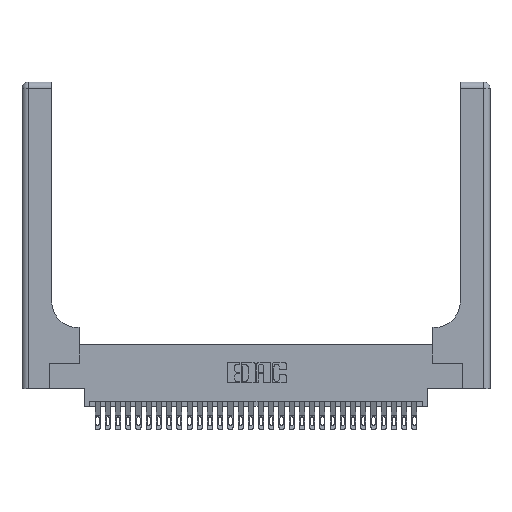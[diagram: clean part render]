
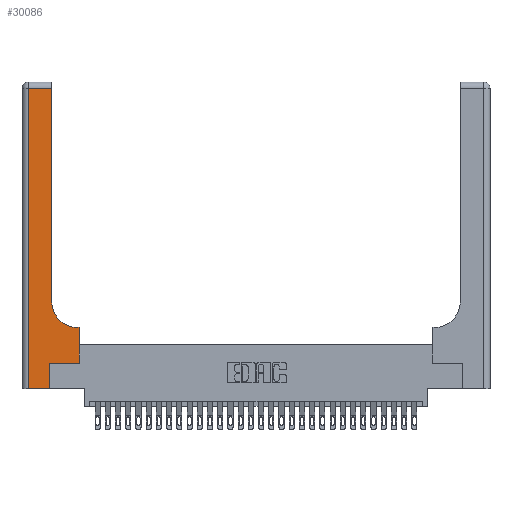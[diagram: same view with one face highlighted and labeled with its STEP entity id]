
A CAD part, top view. The second image highlights one B-rep face of the part: STEP entity #30086.
In plain terms, the highlighted planar face has unit normal (0, 0, 1).
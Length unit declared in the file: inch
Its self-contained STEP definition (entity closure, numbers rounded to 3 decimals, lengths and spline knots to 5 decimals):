
#172 = ORIENTED_EDGE ( 'NONE', *, *, #20770, .T. ) ;
#383 = CARTESIAN_POINT ( 'NONE',  ( 0., 3., 0.37 ) ) ;
#441 = VERTEX_POINT ( 'NONE', #14792 ) ;
#720 = EDGE_LOOP ( 'NONE', ( #22348, #8992, #6133, #27142, #10491, #24825, #26997, #17482, #172 ) ) ;
#734 = LINE ( 'NONE', #19913, #2684 ) ;
#1293 = LINE ( 'NONE', #28752, #11024 ) ;
#1539 = DIRECTION ( 'NONE',  ( 0., 1., 0. ) ) ;
#2684 = VECTOR ( 'NONE', #7526, 39.37008 ) ;
#2838 = DIRECTION ( 'NONE',  ( 0., -1., 0. ) ) ;
#3044 = CARTESIAN_POINT ( 'NONE',  ( 0.06, 3., 0.37 ) ) ;
#3494 = CARTESIAN_POINT ( 'NONE',  ( 0.2915, 2.94, 0.37 ) ) ;
#3578 = VERTEX_POINT ( 'NONE', #24636 ) ;
#4623 = CARTESIAN_POINT ( 'NONE',  ( 0.5415, 0.6, 0.37 ) ) ;
#5113 = LINE ( 'NONE', #13434, #24150 ) ;
#5263 = VERTEX_POINT ( 'NONE', #3494 ) ;
#5626 = DIRECTION ( 'NONE',  ( 0., 0., -1. ) ) ;
#5999 = CARTESIAN_POINT ( 'NONE',  ( 0.5585, 0.25, 0.37 ) ) ;
#6133 = ORIENTED_EDGE ( 'NONE', *, *, #27825, .T. ) ;
#6966 = VERTEX_POINT ( 'NONE', #5999 ) ;
#7526 = DIRECTION ( 'NONE',  ( -1., 0., 0. ) ) ;
#8154 = VERTEX_POINT ( 'NONE', #8519 ) ;
#8519 = CARTESIAN_POINT ( 'NONE',  ( 0.06, 0., 0.37 ) ) ;
#8619 = CARTESIAN_POINT ( 'NONE',  ( 0.5415, 0.85, 0.37 ) ) ;
#8992 = ORIENTED_EDGE ( 'NONE', *, *, #17105, .T. ) ;
#9264 = LINE ( 'NONE', #30830, #9638 ) ;
#9291 = FACE_OUTER_BOUND ( 'NONE', #720, .T. ) ;
#9632 = CARTESIAN_POINT ( 'NONE',  ( 0.2915, 3., 0.37 ) ) ;
#9638 = VECTOR ( 'NONE', #26294, 39.37008 ) ;
#9859 = LINE ( 'NONE', #3044, #23020 ) ;
#10491 = ORIENTED_EDGE ( 'NONE', *, *, #13775, .T. ) ;
#11024 = VECTOR ( 'NONE', #1539, 39.37008 ) ;
#12662 = CARTESIAN_POINT ( 'NONE',  ( 0.269, 0.25, 0.37 ) ) ;
#12761 = EDGE_CURVE ( 'NONE', #3578, #5263, #28118, .T. ) ;
#13061 = CARTESIAN_POINT ( 'NONE',  ( 0.06, 2.94, 0.37 ) ) ;
#13434 = CARTESIAN_POINT ( 'NONE',  ( 0., 0., 0.37 ) ) ;
#13444 = DIRECTION ( 'NONE',  ( 0., 1., 0. ) ) ;
#13775 = EDGE_CURVE ( 'NONE', #441, #17896, #1293, .T. ) ;
#14792 = CARTESIAN_POINT ( 'NONE',  ( 0.269, 0., 0.37 ) ) ;
#16047 = CARTESIAN_POINT ( 'NONE',  ( 0.5585, 0.25, 0.37 ) ) ;
#17105 = EDGE_CURVE ( 'NONE', #5263, #21621, #734, .T. ) ;
#17482 = ORIENTED_EDGE ( 'NONE', *, *, #18013, .T. ) ;
#17896 = VERTEX_POINT ( 'NONE', #23089 ) ;
#17902 = CIRCLE ( 'NONE', #28762, 0.25 ) ;
#18013 = EDGE_CURVE ( 'NONE', #19515, #26585, #9264, .T. ) ;
#18869 = VECTOR ( 'NONE', #22076, 39.37008 ) ;
#19515 = VERTEX_POINT ( 'NONE', #25381 ) ;
#19913 = CARTESIAN_POINT ( 'NONE',  ( 0., 2.94, 0.37 ) ) ;
#20191 = DIRECTION ( 'NONE',  ( -1., 0., 0. ) ) ;
#20770 = EDGE_CURVE ( 'NONE', #26585, #3578, #17902, .T. ) ;
#21069 = DIRECTION ( 'NONE',  ( 1., 0., 0. ) ) ;
#21621 = VERTEX_POINT ( 'NONE', #13061 ) ;
#22076 = DIRECTION ( 'NONE',  ( 0., 1., 0. ) ) ;
#22348 = ORIENTED_EDGE ( 'NONE', *, *, #12761, .T. ) ;
#23020 = VECTOR ( 'NONE', #2838, 39.37008 ) ;
#23089 = CARTESIAN_POINT ( 'NONE',  ( 0.269, 0.25, 0.37 ) ) ;
#23588 = EDGE_CURVE ( 'NONE', #6966, #19515, #24306, .T. ) ;
#24150 = VECTOR ( 'NONE', #30724, 39.37008 ) ;
#24306 = LINE ( 'NONE', #16047, #27766 ) ;
#24332 = VECTOR ( 'NONE', #29960, 39.37008 ) ;
#24636 = CARTESIAN_POINT ( 'NONE',  ( 0.2915, 0.85, 0.37 ) ) ;
#24825 = ORIENTED_EDGE ( 'NONE', *, *, #31199, .T. ) ;
#25381 = CARTESIAN_POINT ( 'NONE',  ( 0.5585, 0.6, 0.37 ) ) ;
#26294 = DIRECTION ( 'NONE',  ( -1., 0., 0. ) ) ;
#26585 = VERTEX_POINT ( 'NONE', #4623 ) ;
#26997 = ORIENTED_EDGE ( 'NONE', *, *, #23588, .T. ) ;
#27142 = ORIENTED_EDGE ( 'NONE', *, *, #28664, .T. ) ;
#27411 = PLANE ( 'NONE',  #30173 ) ;
#27766 = VECTOR ( 'NONE', #13444, 39.37008 ) ;
#27825 = EDGE_CURVE ( 'NONE', #21621, #8154, #9859, .T. ) ;
#28118 = LINE ( 'NONE', #9632, #18869 ) ;
#28664 = EDGE_CURVE ( 'NONE', #8154, #441, #5113, .T. ) ;
#28752 = CARTESIAN_POINT ( 'NONE',  ( 0.269, 0., 0.37 ) ) ;
#28762 = AXIS2_PLACEMENT_3D ( 'NONE', #8619, #30776, #21069 ) ;
#29960 = DIRECTION ( 'NONE',  ( 1., 0., 0. ) ) ;
#30086 = ADVANCED_FACE ( 'NONE', ( #9291 ), #27411, .F. ) ;
#30173 = AXIS2_PLACEMENT_3D ( 'NONE', #383, #5626, #20191 ) ;
#30724 = DIRECTION ( 'NONE',  ( 1., 0., 0. ) ) ;
#30776 = DIRECTION ( 'NONE',  ( 0., 0., -1. ) ) ;
#30830 = CARTESIAN_POINT ( 'NONE',  ( 0.2915, 0.6, 0.37 ) ) ;
#30864 = LINE ( 'NONE', #12662, #24332 ) ;
#31199 = EDGE_CURVE ( 'NONE', #17896, #6966, #30864, .T. ) ;
